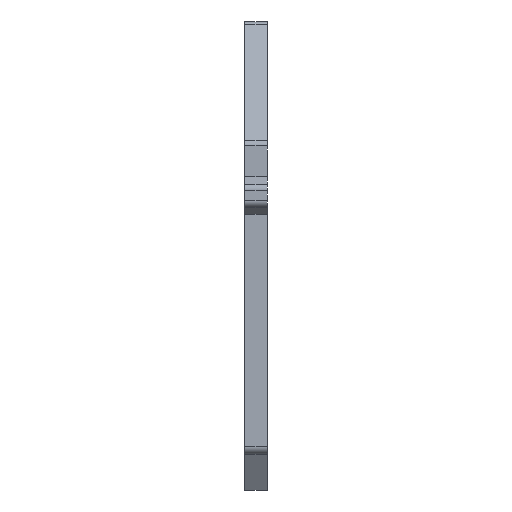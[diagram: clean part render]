
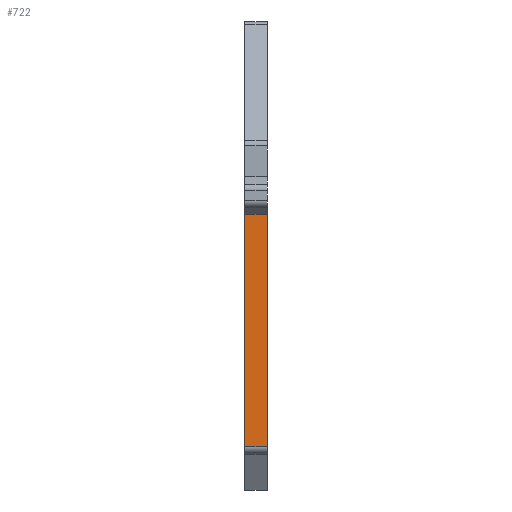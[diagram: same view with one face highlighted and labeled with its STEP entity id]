
A CAD part, front view. The second image highlights one B-rep face of the part: STEP entity #722.
In plain terms, the highlighted planar face has unit normal (0, -1, 0).
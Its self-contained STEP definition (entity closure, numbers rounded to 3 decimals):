
#695=AXIS2_PLACEMENT_3D('Plane Axis2P3D',#692,#693,#694) ;
#670=CARTESIAN_POINT('Vertex',(3.,2.2,5.724)) ;
#673=CARTESIAN_POINT('Line Origine',(0.,2.2,5.724)) ;
#677=CARTESIAN_POINT('Vertex',(0.,2.2,5.724)) ;
#692=CARTESIAN_POINT('Axis2P3D Location',(0.,2.2,5.724)) ;
#697=CARTESIAN_POINT('Line Origine',(3.,2.2,21.112)) ;
#701=CARTESIAN_POINT('Vertex',(3.,2.2,36.5)) ;
#704=CARTESIAN_POINT('Line Origine',(1.5,2.2,36.5)) ;
#708=CARTESIAN_POINT('Vertex',(0.,2.2,36.5)) ;
#711=CARTESIAN_POINT('Line Origine',(0.,2.2,21.112)) ;
#674=DIRECTION('Vector Direction',(-1.,0.,0.)) ;
#693=DIRECTION('Axis2P3D Direction',(0.,1.,-0.)) ;
#694=DIRECTION('Axis2P3D XDirection',(0.,0.,1.)) ;
#698=DIRECTION('Vector Direction',(0.,0.,1.)) ;
#705=DIRECTION('Vector Direction',(1.,0.,0.)) ;
#712=DIRECTION('Vector Direction',(0.,0.,1.)) ;
#675=VECTOR('Line Direction',#674,1.) ;
#699=VECTOR('Line Direction',#698,1.) ;
#706=VECTOR('Line Direction',#705,1.) ;
#713=VECTOR('Line Direction',#712,1.) ;
#717=ORIENTED_EDGE('',*,*,#703,.T.) ;
#718=ORIENTED_EDGE('',*,*,#710,.F.) ;
#719=ORIENTED_EDGE('',*,*,#715,.F.) ;
#720=ORIENTED_EDGE('',*,*,#679,.T.) ;
#722=ADVANCED_FACE('WTW_EN',(#721),#696,.F.) ;
#679=EDGE_CURVE('',#678,#671,#676,.F.) ;
#703=EDGE_CURVE('',#671,#702,#700,.T.) ;
#710=EDGE_CURVE('',#709,#702,#707,.T.) ;
#715=EDGE_CURVE('',#678,#709,#714,.T.) ;
#716=EDGE_LOOP('',(#717,#718,#719,#720)) ;
#721=FACE_OUTER_BOUND('',#716,.T.) ;
#676=LINE('Line',#673,#675) ;
#700=LINE('Line',#697,#699) ;
#707=LINE('Line',#704,#706) ;
#714=LINE('Line',#711,#713) ;
#696=PLANE('',#695) ;
#671=VERTEX_POINT('',#670) ;
#678=VERTEX_POINT('',#677) ;
#702=VERTEX_POINT('',#701) ;
#709=VERTEX_POINT('',#708) ;
